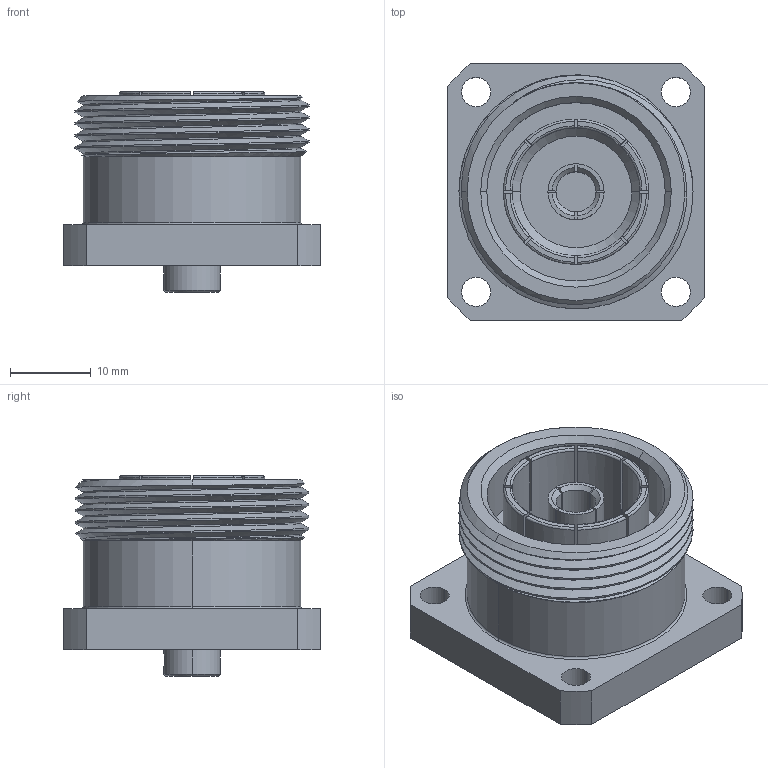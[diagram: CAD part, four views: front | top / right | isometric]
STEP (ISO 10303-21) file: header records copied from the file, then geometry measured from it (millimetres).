
FILE_DESCRIPTION (( 'STEP AP203' ), '1' );
FILE_NAME ('PE4573.step', '2018-08-31T15:33:01', ( '' ), ( '' ), 'SwSTEP 2.0', 'SolidWorks 2017', '' );
FILE_SCHEMA (( 'CONFIG_CONTROL_DESIGN' ));
Length unit declared in the file: inch
Products named in the file (1): PE4573
Bounding box: 31.75 x 31.75 x 24.89 mm (x, y, z)
Volume: 10895.6 mm3; surface area: 6949.5 mm2
Topology: 1 solids, 1 shells, 139 faces, 378 edges, 248 vertices
Faces by surface type: plane 61, cylinder 41, torus 18, cone 16, bspline 3
Entity records: 5729 total; most frequent: CARTESIAN_POINT 2156, ORIENTED_EDGE 756, DIRECTION 722, EDGE_CURVE 378, AXIS2_PLACEMENT_3D 281, VERTEX_POINT 248, LINE 160, VECTOR 160
